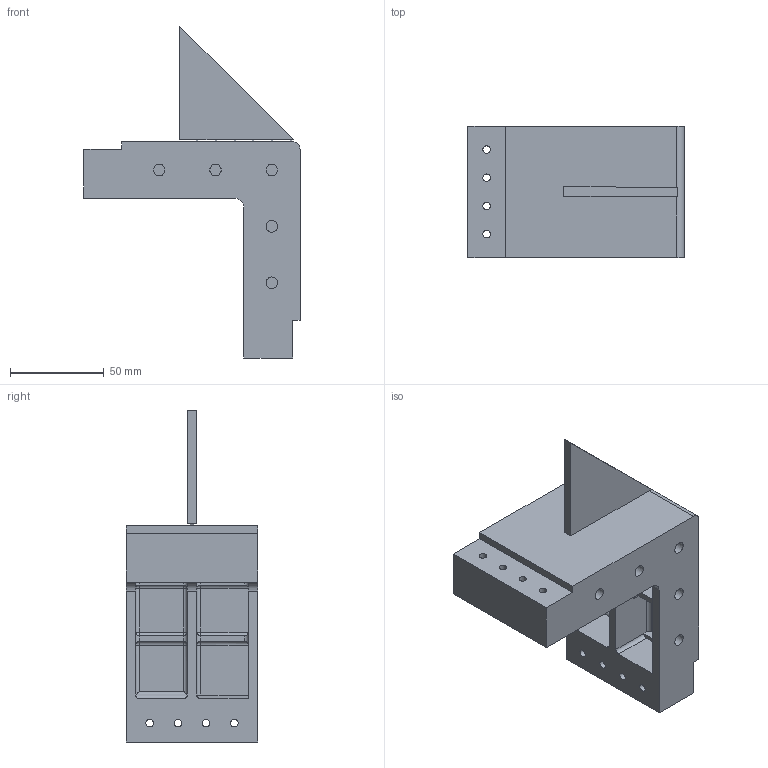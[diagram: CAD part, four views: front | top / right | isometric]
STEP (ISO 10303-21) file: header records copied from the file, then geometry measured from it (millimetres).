
FILE_DESCRIPTION(/* description */ (''),/* implementation_level */ '2;1');
FILE_NAME(/* name */ '',/* time_stamp */ '2025-05-05T20:32:21+03:00',/* author */ ('I9232'),/* organization */ (''),/* preprocessor_version */ 'ST-DEVELOPER v19.2',/* originating_system */ 'Autodesk Inventor 2023',/* authorisation */ '');
FILE_SCHEMA (('AUTOMOTIVE_DESIGN { 1 0 10303 214 3 1 1 }'));
Length unit declared in the file: millimetre
Products named in the file (1): Столбик
Bounding box: 115 x 70 x 176.6 mm (x, y, z)
Volume: 218301.7 mm3; surface area: 73976.4 mm2
Topology: 1 solids, 1 shells, 226 faces, 547 edges, 335 vertices
Faces by surface type: cylinder 110, plane 89, sphere 27
Full cylindrical faces by diameter (mm): 4 x8, 6.2 x5
Entity records: 6620 total; most frequent: DIRECTION 1162, CARTESIAN_POINT 1162, ORIENTED_EDGE 1076, EDGE_CURVE 538, AXIS2_PLACEMENT_3D 399, LINE 364, VECTOR 364, VERTEX_POINT 315
